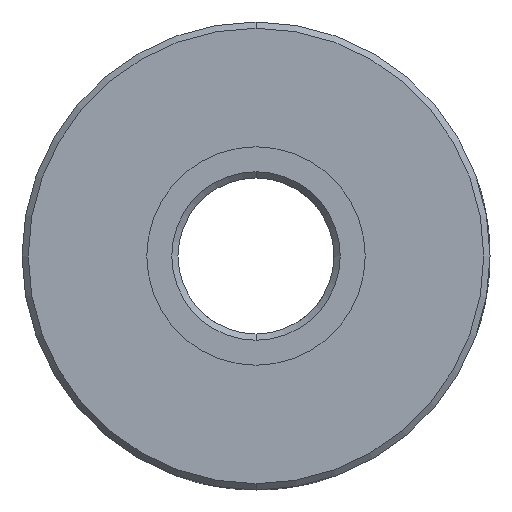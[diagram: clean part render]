
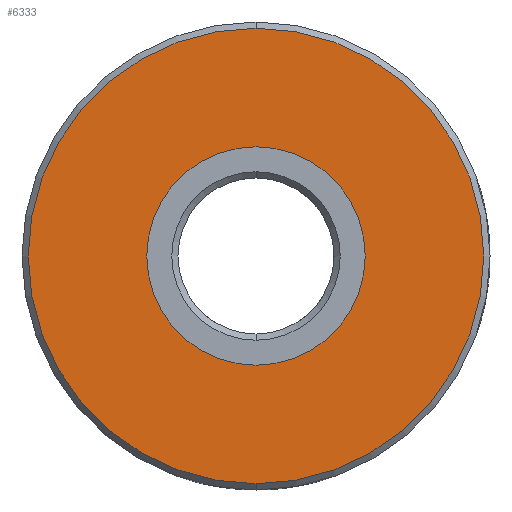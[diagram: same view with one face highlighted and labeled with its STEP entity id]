
A CAD part, front view. The second image highlights one B-rep face of the part: STEP entity #6333.
In plain terms, the highlighted planar face has unit normal (0, -1, 0).
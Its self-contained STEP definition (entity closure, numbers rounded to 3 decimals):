
#283 = PLANE ( 'NONE',  #3545 ) ;
#458 = AXIS2_PLACEMENT_3D ( 'NONE', #10873, #8426, #11043 ) ;
#571 = CARTESIAN_POINT ( 'NONE',  ( 0., 0., 7.3 ) ) ;
#1631 = CARTESIAN_POINT ( 'NONE',  ( 0., 0., 0. ) ) ;
#1708 = DIRECTION ( 'NONE',  ( 0., 0., -1. ) ) ;
#2195 = CIRCLE ( 'NONE', #11648, 3.5 ) ;
#2557 = FACE_OUTER_BOUND ( 'NONE', #14224, .T. ) ;
#2582 = CARTESIAN_POINT ( 'NONE',  ( 0., 0., 0. ) ) ;
#2822 = EDGE_CURVE ( 'NONE', #8988, #5232, #9234, .T. ) ;
#3051 = EDGE_CURVE ( 'NONE', #10338, #3619, #2195, .T. ) ;
#3545 = AXIS2_PLACEMENT_3D ( 'NONE', #1631, #11986, #6714 ) ;
#3619 = VERTEX_POINT ( 'NONE', #12673 ) ;
#3722 = CARTESIAN_POINT ( 'NONE',  ( 0., 0., -7.3 ) ) ;
#4171 = DIRECTION ( 'NONE',  ( 0., -1., 0. ) ) ;
#5232 = VERTEX_POINT ( 'NONE', #571 ) ;
#5548 = EDGE_LOOP ( 'NONE', ( #9972, #15593 ) ) ;
#6333 = ADVANCED_FACE ( 'NONE', ( #2557, #14183 ), #283, .T. ) ;
#6674 = CIRCLE ( 'NONE', #7229, 3.5 ) ;
#6714 = DIRECTION ( 'NONE',  ( 0., 0., -1. ) ) ;
#7157 = CARTESIAN_POINT ( 'NONE',  ( 0., 0., -3.5 ) ) ;
#7229 = AXIS2_PLACEMENT_3D ( 'NONE', #15716, #14606, #10458 ) ;
#7465 = DIRECTION ( 'NONE',  ( 0., -1., 0. ) ) ;
#8426 = DIRECTION ( 'NONE',  ( 0., -1., 0. ) ) ;
#8988 = VERTEX_POINT ( 'NONE', #3722 ) ;
#9234 = CIRCLE ( 'NONE', #13832, 7.3 ) ;
#9972 = ORIENTED_EDGE ( 'NONE', *, *, #16208, .F. ) ;
#10338 = VERTEX_POINT ( 'NONE', #7157 ) ;
#10458 = DIRECTION ( 'NONE',  ( 0., 0., -1. ) ) ;
#10873 = CARTESIAN_POINT ( 'NONE',  ( 0., 0., 0. ) ) ;
#11043 = DIRECTION ( 'NONE',  ( 0., 0., -1. ) ) ;
#11280 = CIRCLE ( 'NONE', #458, 7.3 ) ;
#11648 = AXIS2_PLACEMENT_3D ( 'NONE', #15476, #7465, #1708 ) ;
#11986 = DIRECTION ( 'NONE',  ( 0., -1., 0. ) ) ;
#12616 = ORIENTED_EDGE ( 'NONE', *, *, #2822, .T. ) ;
#12673 = CARTESIAN_POINT ( 'NONE',  ( 0., 0., 3.5 ) ) ;
#12844 = ORIENTED_EDGE ( 'NONE', *, *, #15347, .T. ) ;
#13832 = AXIS2_PLACEMENT_3D ( 'NONE', #2582, #4171, #14778 ) ;
#14183 = FACE_BOUND ( 'NONE', #5548, .T. ) ;
#14224 = EDGE_LOOP ( 'NONE', ( #12844, #12616 ) ) ;
#14606 = DIRECTION ( 'NONE',  ( 0., -1., 0. ) ) ;
#14778 = DIRECTION ( 'NONE',  ( 0., 0., -1. ) ) ;
#15347 = EDGE_CURVE ( 'NONE', #5232, #8988, #11280, .T. ) ;
#15476 = CARTESIAN_POINT ( 'NONE',  ( 0., 0., 0. ) ) ;
#15593 = ORIENTED_EDGE ( 'NONE', *, *, #3051, .F. ) ;
#15716 = CARTESIAN_POINT ( 'NONE',  ( 0., 0., 0. ) ) ;
#16208 = EDGE_CURVE ( 'NONE', #3619, #10338, #6674, .T. ) ;
